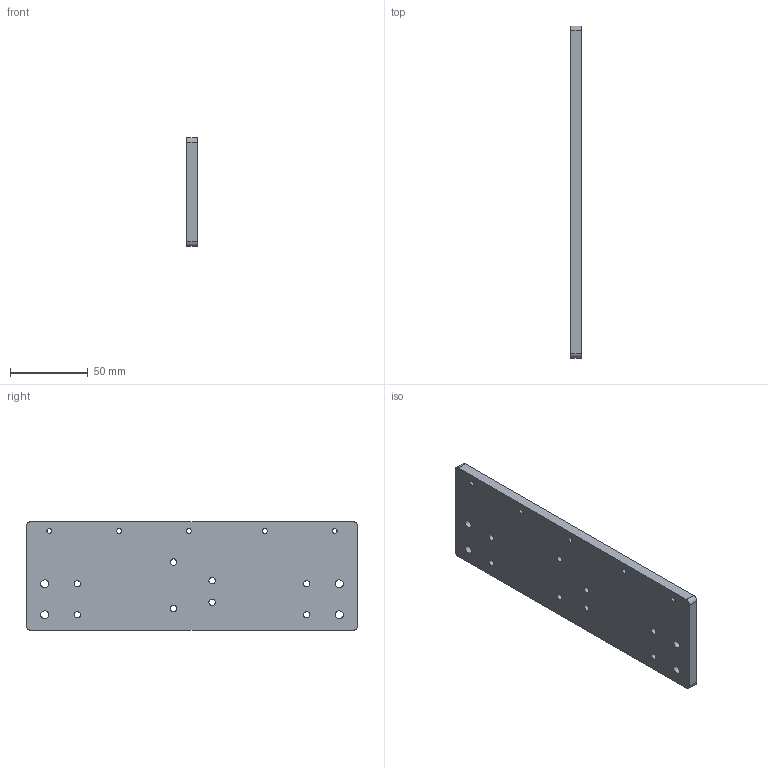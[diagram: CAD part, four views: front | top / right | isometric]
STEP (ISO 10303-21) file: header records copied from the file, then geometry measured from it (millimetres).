
FILE_DESCRIPTION(/* description */ ('STEP AP242','CAx-IF Rec.Pracs.---Representation and Presentation of Product Manufacturing Information (PMI)---4.0---2014-10-13','CAx-IF Rec.Pracs.---3D Tessellated Geometry---0.4---2014-09-14','2;1'),/* implementation_level */ '2;1');
FILE_NAME(/* name */ '651484b90a6a954e2c2bd16f',/* time_stamp */ '2023-09-27T19:38:34Z',/* author */ (''),/* organization */ (''),/* preprocessor_version */ 'ST-DEVELOPER v19.4',/* originating_system */ ' ',/* authorisation */ ' ');
FILE_SCHEMA (('AP242_MANAGED_MODEL_BASED_3D_ENGINEERING_MIM_LF { 1 0 10303 442 1 1 4 }'));
Length unit declared in the file: metre
Products named in the file (1): Part 1
Bounding box: 6.5 x 214 x 70 mm (x, y, z)
Volume: 95856.8 mm3; surface area: 34555.8 mm2
Topology: 1 solids, 1 shells, 27 faces, 75 edges, 50 vertices
Faces by surface type: cylinder 21, plane 6
Full cylindrical faces by diameter (mm): 3.1 x5, 4.1 x8, 5.1 x4
Entity records: 953 total; most frequent: DIRECTION 156, CARTESIAN_POINT 136, ORIENTED_EDGE 116, EDGE_LOOP 78, FACE_BOUND 78, AXIS2_PLACEMENT_3D 70, EDGE_CURVE 58, VERTEX_POINT 50
